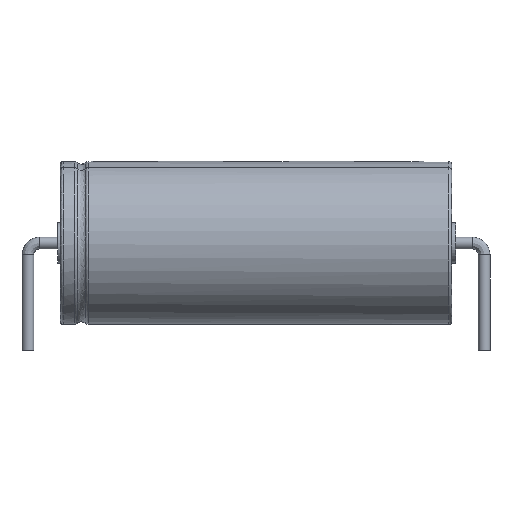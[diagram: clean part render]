
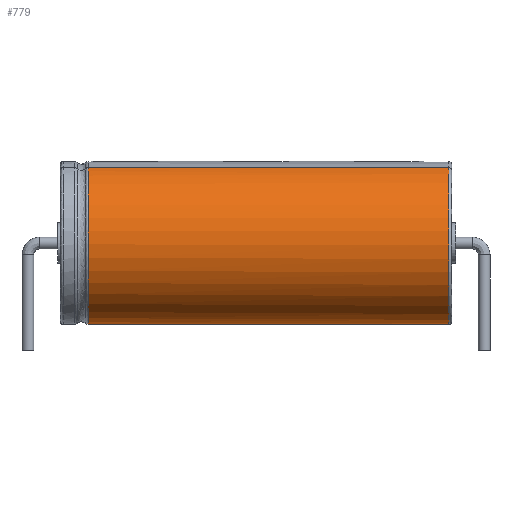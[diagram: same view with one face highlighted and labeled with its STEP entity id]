
A CAD part, front view. The second image highlights one B-rep face of the part: STEP entity #779.
In plain terms, the highlighted cylindrical face has radius 6.25 mm (diameter 12.5 mm), a partial arc.
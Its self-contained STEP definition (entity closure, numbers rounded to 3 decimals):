
#139=VERTEX_POINT('',#140);
#140=CARTESIAN_POINT('',(32.3,-2.392,12.024));
#146=EDGE_CURVE('',#147,#139,#149,.T.);
#147=VERTEX_POINT('',#148);
#148=CARTESIAN_POINT('',(4.635,-2.392,12.024));
#149=LINE('',#150,#151);
#150=CARTESIAN_POINT('',(4.5,-2.392,12.024));
#151=VECTOR('',#152,1.);
#152=DIRECTION('',(1.,0.,0.));
#208=DIRECTION('',(-1.,0.,0.));
#367=VERTEX_POINT('',#368);
#368=CARTESIAN_POINT('',(32.3,2.392,12.024));
#372=DIRECTION('',(0.,0.383,0.924));
#373=ORIENTED_EDGE('',*,*,#374,.F.);
#374=EDGE_CURVE('',#375,#367,#377,.T.);
#375=VERTEX_POINT('',#376);
#376=CARTESIAN_POINT('',(4.635,2.392,12.024));
#377=LINE('',#378,#151);
#378=CARTESIAN_POINT('',(4.5,2.392,12.024));
#705=ORIENTED_EDGE('',*,*,#706,.T.);
#706=EDGE_CURVE('',#375,#147,#707,.T.);
#707=B_SPLINE_CURVE_WITH_KNOTS('',12,(#708,#709,#710,#711,#712,#713,#714,#715,#716,#717,#718,#719,#720,#721,#722,#723,#724,#725,#726,#727,#728,#729,#730,#731,#732,#733,#734,#735,#736,#737,#738,#739,#740,#741,#742),.UNSPECIFIED.,.F.,.F.,(13,11,11,13),(-1.464,0.,34.361,35.825),.UNSPECIFIED.);
#708=CARTESIAN_POINT('',(4.635,1.039,12.585));
#709=CARTESIAN_POINT('',(4.635,1.153,12.537));
#710=CARTESIAN_POINT('',(4.635,1.266,12.491));
#711=CARTESIAN_POINT('',(4.635,1.379,12.444));
#712=CARTESIAN_POINT('',(4.635,1.492,12.397));
#713=CARTESIAN_POINT('',(4.635,1.605,12.35));
#714=CARTESIAN_POINT('',(4.635,1.718,12.303));
#715=CARTESIAN_POINT('',(4.635,1.831,12.257));
#716=CARTESIAN_POINT('',(4.635,1.943,12.21));
#717=CARTESIAN_POINT('',(4.635,2.056,12.164));
#718=CARTESIAN_POINT('',(4.635,2.168,12.117));
#719=CARTESIAN_POINT('',(4.635,2.28,12.071));
#720=CARTESIAN_POINT('',(4.635,5.019,10.936));
#721=CARTESIAN_POINT('',(4.635,7.146,8.527));
#722=CARTESIAN_POINT('',(4.635,7.989,5.049));
#723=CARTESIAN_POINT('',(4.635,6.892,1.32));
#724=CARTESIAN_POINT('',(4.635,4.157,-1.457));
#725=CARTESIAN_POINT('',(4.635,0.,-2.849));
#726=CARTESIAN_POINT('',(4.635,-4.157,-1.457));
#727=CARTESIAN_POINT('',(4.635,-6.892,1.32));
#728=CARTESIAN_POINT('',(4.635,-7.989,5.049));
#729=CARTESIAN_POINT('',(4.635,-7.146,8.527));
#730=CARTESIAN_POINT('',(4.635,-5.019,10.936));
#731=CARTESIAN_POINT('',(4.635,-2.28,12.071));
#732=CARTESIAN_POINT('',(4.635,-2.168,12.117));
#733=CARTESIAN_POINT('',(4.635,-2.056,12.164));
#734=CARTESIAN_POINT('',(4.635,-1.943,12.21));
#735=CARTESIAN_POINT('',(4.635,-1.831,12.257));
#736=CARTESIAN_POINT('',(4.635,-1.718,12.303));
#737=CARTESIAN_POINT('',(4.635,-1.605,12.35));
#738=CARTESIAN_POINT('',(4.635,-1.492,12.397));
#739=CARTESIAN_POINT('',(4.635,-1.379,12.444));
#740=CARTESIAN_POINT('',(4.635,-1.266,12.491));
#741=CARTESIAN_POINT('',(4.635,-1.153,12.537));
#742=CARTESIAN_POINT('',(4.635,-1.039,12.585));
#779=ADVANCED_FACE('',(#780),#788,.T.);
#780=FACE_BOUND('',#781,.F.);
#781=EDGE_LOOP('',(#373,#705,#782,#783));
#782=ORIENTED_EDGE('',*,*,#146,.T.);
#783=ORIENTED_EDGE('',*,*,#784,.F.);
#784=EDGE_CURVE('',#367,#139,#785,.T.);
#785=CIRCLE('',#786,6.25);
#786=AXIS2_PLACEMENT_3D('',#787,#208,#372);
#787=CARTESIAN_POINT('',(32.3,0.,6.25));
#788=CYLINDRICAL_SURFACE('',#789,6.25);
#789=AXIS2_PLACEMENT_3D('',#790,#152,#372);
#790=CARTESIAN_POINT('',(4.5,0.,6.25));
